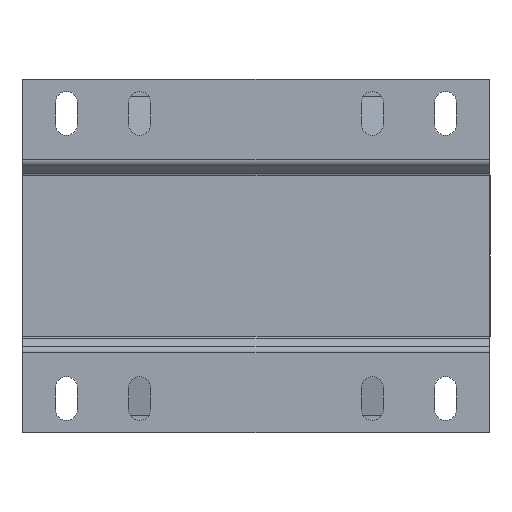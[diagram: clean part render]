
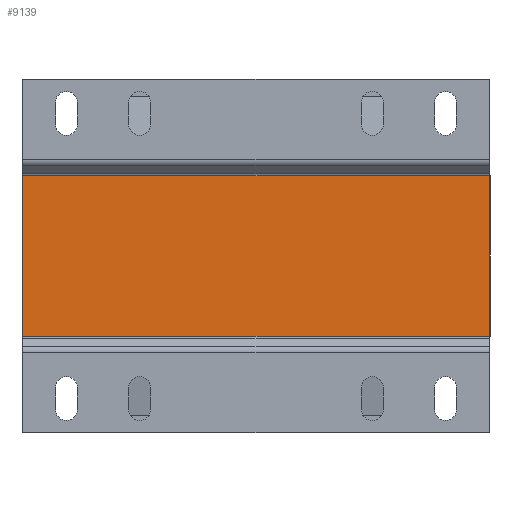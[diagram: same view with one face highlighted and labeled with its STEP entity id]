
A CAD part, front view. The second image highlights one B-rep face of the part: STEP entity #9139.
In plain terms, the highlighted planar face has unit normal (0, -1, 0).
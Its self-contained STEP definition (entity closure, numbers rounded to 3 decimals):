
#111 = CARTESIAN_POINT ( 'NONE',  ( 0., -82.5, -33. ) ) ;
#449 = ORIENTED_EDGE ( 'NONE', *, *, #4145, .F. ) ;
#842 = ORIENTED_EDGE ( 'NONE', *, *, #3748, .F. ) ;
#880 = DIRECTION ( 'NONE',  ( 0., 1., 0. ) ) ;
#918 = CARTESIAN_POINT ( 'NONE',  ( 0., -82.5, 0. ) ) ;
#1194 = DIRECTION ( 'NONE',  ( 0., 0., 1. ) ) ;
#2148 = DIRECTION ( 'NONE',  ( 1., 0., 0. ) ) ;
#2537 = VECTOR ( 'NONE', #10146, 1000. ) ;
#2573 = VERTEX_POINT ( 'NONE', #3495 ) ;
#2821 = FACE_OUTER_BOUND ( 'NONE', #3262, .T. ) ;
#3070 = LINE ( 'NONE', #5811, #4003 ) ;
#3216 = DIRECTION ( 'NONE',  ( 0., 0., -1. ) ) ;
#3262 = EDGE_LOOP ( 'NONE', ( #449, #4207, #10882, #842 ) ) ;
#3495 = CARTESIAN_POINT ( 'NONE',  ( -95.75, -82.5, -33. ) ) ;
#3724 = VECTOR ( 'NONE', #2148, 1000. ) ;
#3748 = EDGE_CURVE ( 'NONE', #9607, #4722, #3070, .T. ) ;
#3835 = CARTESIAN_POINT ( 'NONE',  ( -95.75, -82.5, 74. ) ) ;
#4003 = VECTOR ( 'NONE', #3216, 1000. ) ;
#4145 = EDGE_CURVE ( 'NONE', #8102, #9607, #7794, .T. ) ;
#4201 = EDGE_CURVE ( 'NONE', #2573, #8102, #5948, .T. ) ;
#4207 = ORIENTED_EDGE ( 'NONE', *, *, #4201, .F. ) ;
#4711 = CARTESIAN_POINT ( 'NONE',  ( 0., -82.5, 33. ) ) ;
#4722 = VERTEX_POINT ( 'NONE', #7562 ) ;
#5156 = CARTESIAN_POINT ( 'NONE',  ( -95.75, -82.5, 33. ) ) ;
#5594 = CARTESIAN_POINT ( 'NONE',  ( 95.75, -82.5, 33. ) ) ;
#5811 = CARTESIAN_POINT ( 'NONE',  ( 95.75, -82.5, 74. ) ) ;
#5948 = LINE ( 'NONE', #3835, #7128 ) ;
#6079 = LINE ( 'NONE', #111, #2537 ) ;
#6810 = DIRECTION ( 'NONE',  ( 0., 0., 1. ) ) ;
#6951 = AXIS2_PLACEMENT_3D ( 'NONE', #918, #880, #6810 ) ;
#7128 = VECTOR ( 'NONE', #1194, 1000. ) ;
#7562 = CARTESIAN_POINT ( 'NONE',  ( 95.75, -82.5, -33. ) ) ;
#7794 = LINE ( 'NONE', #4711, #3724 ) ;
#8102 = VERTEX_POINT ( 'NONE', #5156 ) ;
#9139 = ADVANCED_FACE ( 'NONE', ( #2821 ), #10074, .F. ) ;
#9607 = VERTEX_POINT ( 'NONE', #5594 ) ;
#10074 = PLANE ( 'NONE',  #6951 ) ;
#10146 = DIRECTION ( 'NONE',  ( -1., 0., 0. ) ) ;
#10579 = EDGE_CURVE ( 'NONE', #4722, #2573, #6079, .T. ) ;
#10882 = ORIENTED_EDGE ( 'NONE', *, *, #10579, .F. ) ;
